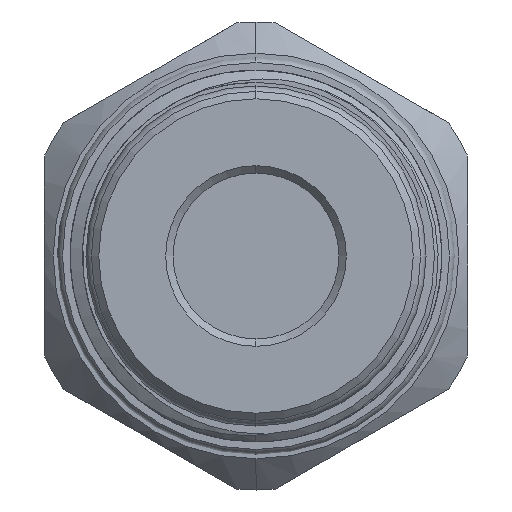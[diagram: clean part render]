
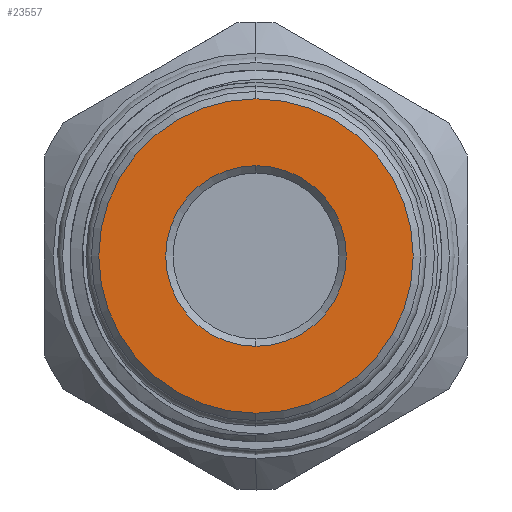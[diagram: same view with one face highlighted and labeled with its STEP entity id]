
A CAD part, left-side view. The second image highlights one B-rep face of the part: STEP entity #23557.
In plain terms, the highlighted planar face has unit normal (-1, 0, 0).
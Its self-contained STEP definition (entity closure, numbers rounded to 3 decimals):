
#1286 = AXIS2_PLACEMENT_3D ( 'NONE', #21812, #22203, #22075 ) ;
#2953 = DIRECTION ( 'NONE',  ( 1., 0., 0. ) ) ;
#3215 = CARTESIAN_POINT ( 'NONE',  ( -43.9, 0., 0. ) ) ;
#3605 = AXIS2_PLACEMENT_3D ( 'NONE', #3215, #2953, #24032 ) ;
#5672 = AXIS2_PLACEMENT_3D ( 'NONE', #36566, #6901, #10136 ) ;
#6901 = DIRECTION ( 'NONE',  ( 1., 0., 0. ) ) ;
#6940 = CARTESIAN_POINT ( 'NONE',  ( -43.9, 0., 10.615 ) ) ;
#7371 = CIRCLE ( 'NONE', #14710, 6.1 ) ;
#8214 = FACE_BOUND ( 'NONE', #28560, .T. ) ;
#10136 = DIRECTION ( 'NONE',  ( 0., 0., -1. ) ) ;
#10400 = VERTEX_POINT ( 'NONE', #6940 ) ;
#10986 = CARTESIAN_POINT ( 'NONE',  ( -43.9, 0., -6.1 ) ) ;
#11551 = EDGE_CURVE ( 'NONE', #15841, #10400, #30281, .T. ) ;
#14710 = AXIS2_PLACEMENT_3D ( 'NONE', #20919, #14761, #15010 ) ;
#14761 = DIRECTION ( 'NONE',  ( 1., 0., 0. ) ) ;
#15010 = DIRECTION ( 'NONE',  ( 0., 0., -1. ) ) ;
#15058 = ORIENTED_EDGE ( 'NONE', *, *, #18112, .T. ) ;
#15841 = VERTEX_POINT ( 'NONE', #22207 ) ;
#18112 = EDGE_CURVE ( 'NONE', #24506, #31781, #25715, .T. ) ;
#18271 = ORIENTED_EDGE ( 'NONE', *, *, #11551, .F. ) ;
#20919 = CARTESIAN_POINT ( 'NONE',  ( -43.9, 0., 0. ) ) ;
#21812 = CARTESIAN_POINT ( 'NONE',  ( -43.9, 0., 0. ) ) ;
#22075 = DIRECTION ( 'NONE',  ( 0., 0., -1. ) ) ;
#22203 = DIRECTION ( 'NONE',  ( 1., 0., 0. ) ) ;
#22207 = CARTESIAN_POINT ( 'NONE',  ( -43.9, 0., -10.615 ) ) ;
#22540 = EDGE_LOOP ( 'NONE', ( #18271, #22916 ) ) ;
#22916 = ORIENTED_EDGE ( 'NONE', *, *, #24913, .F. ) ;
#22938 = CARTESIAN_POINT ( 'NONE',  ( -43.9, 0., 0. ) ) ;
#23066 = DIRECTION ( 'NONE',  ( 0., 0., -1. ) ) ;
#23245 = CIRCLE ( 'NONE', #1286, 10.615 ) ;
#23557 = ADVANCED_FACE ( 'NONE', ( #8214, #26858 ), #38177, .F. ) ;
#23642 = ORIENTED_EDGE ( 'NONE', *, *, #26461, .T. ) ;
#24032 = DIRECTION ( 'NONE',  ( 0., 0., -1. ) ) ;
#24506 = VERTEX_POINT ( 'NONE', #10986 ) ;
#24913 = EDGE_CURVE ( 'NONE', #10400, #15841, #23245, .T. ) ;
#25715 = CIRCLE ( 'NONE', #3605, 6.1 ) ;
#26461 = EDGE_CURVE ( 'NONE', #31781, #24506, #7371, .T. ) ;
#26858 = FACE_OUTER_BOUND ( 'NONE', #22540, .T. ) ;
#28560 = EDGE_LOOP ( 'NONE', ( #23642, #15058 ) ) ;
#29325 = DIRECTION ( 'NONE',  ( 1., 0., 0. ) ) ;
#30281 = CIRCLE ( 'NONE', #5672, 10.615 ) ;
#31781 = VERTEX_POINT ( 'NONE', #38092 ) ;
#33136 = AXIS2_PLACEMENT_3D ( 'NONE', #22938, #29325, #23066 ) ;
#36566 = CARTESIAN_POINT ( 'NONE',  ( -43.9, 0., 0. ) ) ;
#38092 = CARTESIAN_POINT ( 'NONE',  ( -43.9, 0., 6.1 ) ) ;
#38177 = PLANE ( 'NONE',  #33136 ) ;
